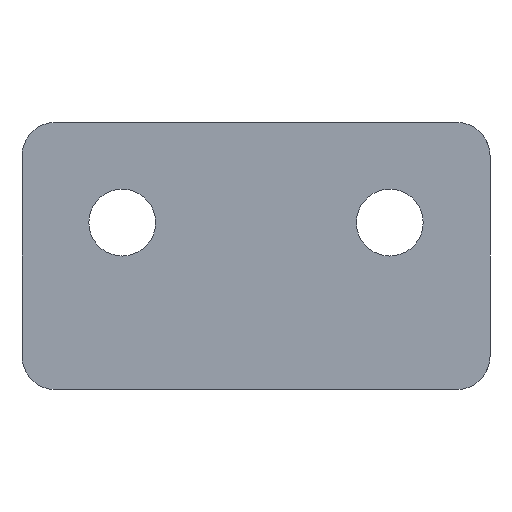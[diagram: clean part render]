
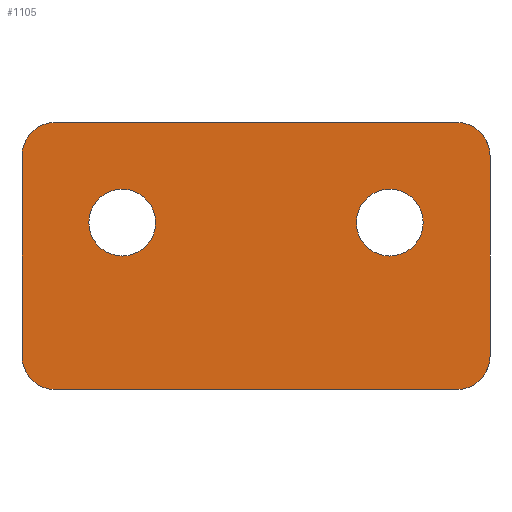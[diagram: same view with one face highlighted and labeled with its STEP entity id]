
A CAD part, front view. The second image highlights one B-rep face of the part: STEP entity #1105.
In plain terms, the highlighted planar face has unit normal (0, -1, 0).
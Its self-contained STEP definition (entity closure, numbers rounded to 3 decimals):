
#1 = ORIENTED_EDGE ( 'NONE', *, *, #924, .T. ) ;
#24 = DIRECTION ( 'NONE',  ( 0., 0., -1. ) ) ;
#46 = AXIS2_PLACEMENT_3D ( 'NONE', #262, #278, #75 ) ;
#69 = CIRCLE ( 'NONE', #765, 5. ) ;
#75 = DIRECTION ( 'NONE',  ( 0., 0., -1. ) ) ;
#78 = DIRECTION ( 'NONE',  ( 0., 0., -1. ) ) ;
#84 = EDGE_CURVE ( 'NONE', #396, #128, #69, .T. ) ;
#120 = DIRECTION ( 'NONE',  ( 0., 1., 0. ) ) ;
#123 = DIRECTION ( 'NONE',  ( 0., 1., 0. ) ) ;
#128 = VERTEX_POINT ( 'NONE', #177 ) ;
#130 = AXIS2_PLACEMENT_3D ( 'NONE', #233, #792, #895 ) ;
#131 = CARTESIAN_POINT ( 'NONE',  ( 35., 0., 40. ) ) ;
#142 = VECTOR ( 'NONE', #1022, 1000. ) ;
#148 = ORIENTED_EDGE ( 'NONE', *, *, #756, .F. ) ;
#175 = CARTESIAN_POINT ( 'NONE',  ( -35., 0., 35. ) ) ;
#177 = CARTESIAN_POINT ( 'NONE',  ( 35., 0., 5. ) ) ;
#188 = VECTOR ( 'NONE', #886, 1000. ) ;
#201 = VERTEX_POINT ( 'NONE', #1153 ) ;
#206 = EDGE_CURVE ( 'NONE', #471, #442, #407, .T. ) ;
#221 = CARTESIAN_POINT ( 'NONE',  ( -30., 0., 0. ) ) ;
#227 = LINE ( 'NONE', #608, #615 ) ;
#233 = CARTESIAN_POINT ( 'NONE',  ( 20., 0., 25. ) ) ;
#262 = CARTESIAN_POINT ( 'NONE',  ( 30., 0., 35. ) ) ;
#278 = DIRECTION ( 'NONE',  ( 0., -1., 0. ) ) ;
#282 = ORIENTED_EDGE ( 'NONE', *, *, #206, .F. ) ;
#296 = CARTESIAN_POINT ( 'NONE',  ( 20., 0., 25. ) ) ;
#302 = DIRECTION ( 'NONE',  ( 0., 0., 1. ) ) ;
#305 = VERTEX_POINT ( 'NONE', #402 ) ;
#314 = DIRECTION ( 'NONE',  ( 0., -1., 0. ) ) ;
#351 = DIRECTION ( 'NONE',  ( 0., 0., -1. ) ) ;
#355 = DIRECTION ( 'NONE',  ( 0., -1., 0. ) ) ;
#370 = CARTESIAN_POINT ( 'NONE',  ( -20., 0., 30. ) ) ;
#381 = ORIENTED_EDGE ( 'NONE', *, *, #1088, .T. ) ;
#389 = ORIENTED_EDGE ( 'NONE', *, *, #579, .T. ) ;
#396 = VERTEX_POINT ( 'NONE', #1049 ) ;
#402 = CARTESIAN_POINT ( 'NONE',  ( -20., 0., 20. ) ) ;
#407 = CIRCLE ( 'NONE', #130, 5. ) ;
#442 = VERTEX_POINT ( 'NONE', #925 ) ;
#451 = EDGE_LOOP ( 'NONE', ( #575, #282 ) ) ;
#459 = FACE_BOUND ( 'NONE', #451, .T. ) ;
#471 = VERTEX_POINT ( 'NONE', #749 ) ;
#486 = AXIS2_PLACEMENT_3D ( 'NONE', #970, #509, #891 ) ;
#497 = LINE ( 'NONE', #131, #188 ) ;
#509 = DIRECTION ( 'NONE',  ( 0., -1., 0. ) ) ;
#519 = CARTESIAN_POINT ( 'NONE',  ( -35., 0., 5. ) ) ;
#524 = ORIENTED_EDGE ( 'NONE', *, *, #643, .T. ) ;
#565 = CARTESIAN_POINT ( 'NONE',  ( 30., 0., 5. ) ) ;
#575 = ORIENTED_EDGE ( 'NONE', *, *, #1214, .F. ) ;
#579 = EDGE_CURVE ( 'NONE', #201, #827, #590, .T. ) ;
#582 = EDGE_CURVE ( 'NONE', #305, #1122, #1042, .T. ) ;
#590 = CIRCLE ( 'NONE', #899, 5. ) ;
#608 = CARTESIAN_POINT ( 'NONE',  ( 35., 0., 40. ) ) ;
#609 = ORIENTED_EDGE ( 'NONE', *, *, #948, .F. ) ;
#611 = VERTEX_POINT ( 'NONE', #221 ) ;
#615 = VECTOR ( 'NONE', #992, 1000. ) ;
#625 = EDGE_CURVE ( 'NONE', #707, #611, #1020, .T. ) ;
#643 = EDGE_CURVE ( 'NONE', #653, #201, #227, .T. ) ;
#653 = VERTEX_POINT ( 'NONE', #1100 ) ;
#661 = AXIS2_PLACEMENT_3D ( 'NONE', #1172, #120, #691 ) ;
#664 = AXIS2_PLACEMENT_3D ( 'NONE', #296, #977, #850 ) ;
#691 = DIRECTION ( 'NONE',  ( 0., 0., 1. ) ) ;
#707 = VERTEX_POINT ( 'NONE', #519 ) ;
#749 = CARTESIAN_POINT ( 'NONE',  ( 20., 0., 30. ) ) ;
#756 = EDGE_CURVE ( 'NONE', #396, #611, #908, .T. ) ;
#765 = AXIS2_PLACEMENT_3D ( 'NONE', #565, #1029, #78 ) ;
#792 = DIRECTION ( 'NONE',  ( 0., -1., 0. ) ) ;
#821 = AXIS2_PLACEMENT_3D ( 'NONE', #1104, #355, #351 ) ;
#827 = VERTEX_POINT ( 'NONE', #175 ) ;
#850 = DIRECTION ( 'NONE',  ( 0., 0., 1. ) ) ;
#854 = CARTESIAN_POINT ( 'NONE',  ( 35., 0., 35. ) ) ;
#862 = VERTEX_POINT ( 'NONE', #854 ) ;
#866 = VECTOR ( 'NONE', #24, 1000. ) ;
#886 = DIRECTION ( 'NONE',  ( 0., 0., -1. ) ) ;
#891 = DIRECTION ( 'NONE',  ( 0., 0., -1. ) ) ;
#895 = DIRECTION ( 'NONE',  ( 0., 0., 1. ) ) ;
#899 = AXIS2_PLACEMENT_3D ( 'NONE', #975, #314, #987 ) ;
#901 = CIRCLE ( 'NONE', #1065, 5. ) ;
#908 = LINE ( 'NONE', #915, #142 ) ;
#912 = CARTESIAN_POINT ( 'NONE',  ( -35., 0., 40. ) ) ;
#915 = CARTESIAN_POINT ( 'NONE',  ( 35., 0., 0. ) ) ;
#916 = ORIENTED_EDGE ( 'NONE', *, *, #1034, .T. ) ;
#921 = CIRCLE ( 'NONE', #46, 5. ) ;
#923 = EDGE_LOOP ( 'NONE', ( #1186, #916 ) ) ;
#924 = EDGE_CURVE ( 'NONE', #827, #707, #978, .T. ) ;
#925 = CARTESIAN_POINT ( 'NONE',  ( 20., 0., 20. ) ) ;
#926 = FACE_OUTER_BOUND ( 'NONE', #1154, .T. ) ;
#948 = EDGE_CURVE ( 'NONE', #862, #128, #497, .T. ) ;
#967 = CIRCLE ( 'NONE', #664, 5. ) ;
#970 = CARTESIAN_POINT ( 'NONE',  ( -30., 0., 5. ) ) ;
#975 = CARTESIAN_POINT ( 'NONE',  ( -30., 0., 35. ) ) ;
#977 = DIRECTION ( 'NONE',  ( 0., -1., 0. ) ) ;
#978 = LINE ( 'NONE', #912, #866 ) ;
#987 = DIRECTION ( 'NONE',  ( 0., 0., -1. ) ) ;
#992 = DIRECTION ( 'NONE',  ( -1., 0., 0. ) ) ;
#1010 = FACE_BOUND ( 'NONE', #923, .T. ) ;
#1020 = CIRCLE ( 'NONE', #486, 5. ) ;
#1022 = DIRECTION ( 'NONE',  ( -1., 0., 0. ) ) ;
#1029 = DIRECTION ( 'NONE',  ( 0., -1., 0. ) ) ;
#1034 = EDGE_CURVE ( 'NONE', #1122, #305, #901, .T. ) ;
#1042 = CIRCLE ( 'NONE', #661, 5. ) ;
#1049 = CARTESIAN_POINT ( 'NONE',  ( 30., 0., 0. ) ) ;
#1065 = AXIS2_PLACEMENT_3D ( 'NONE', #1067, #123, #302 ) ;
#1067 = CARTESIAN_POINT ( 'NONE',  ( -20., 0., 25. ) ) ;
#1088 = EDGE_CURVE ( 'NONE', #862, #653, #921, .T. ) ;
#1100 = CARTESIAN_POINT ( 'NONE',  ( 30., 0., 40. ) ) ;
#1104 = CARTESIAN_POINT ( 'NONE',  ( 0., 0., 0. ) ) ;
#1105 = ADVANCED_FACE ( 'NONE', ( #926, #459, #1010 ), #1209, .T. ) ;
#1122 = VERTEX_POINT ( 'NONE', #370 ) ;
#1142 = ORIENTED_EDGE ( 'NONE', *, *, #625, .T. ) ;
#1153 = CARTESIAN_POINT ( 'NONE',  ( -30., 0., 40. ) ) ;
#1154 = EDGE_LOOP ( 'NONE', ( #1142, #148, #1196, #609, #381, #524, #389, #1 ) ) ;
#1172 = CARTESIAN_POINT ( 'NONE',  ( -20., 0., 25. ) ) ;
#1186 = ORIENTED_EDGE ( 'NONE', *, *, #582, .T. ) ;
#1196 = ORIENTED_EDGE ( 'NONE', *, *, #84, .T. ) ;
#1209 = PLANE ( 'NONE',  #821 ) ;
#1214 = EDGE_CURVE ( 'NONE', #442, #471, #967, .T. ) ;
